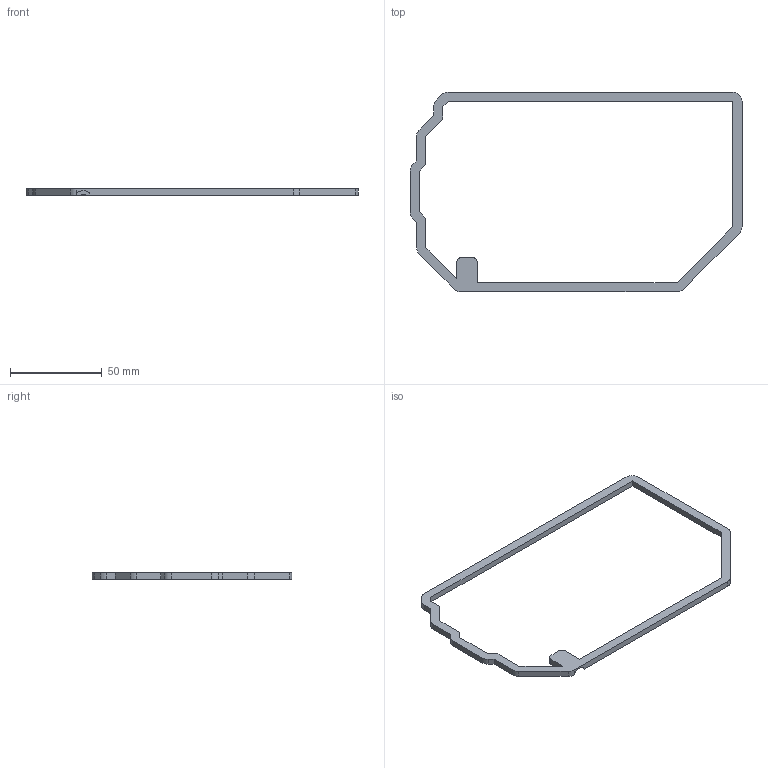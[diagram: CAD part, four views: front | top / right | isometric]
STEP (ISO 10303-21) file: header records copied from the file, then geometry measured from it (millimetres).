
FILE_DESCRIPTION(/* description */ (''),/* implementation_level */ '2;1');
FILE_NAME(/* name */ 'Right Top.step',/* time_stamp */ '2025-09-20T17:30:40+05:30',/* author */ (''),/* organization */ (''),/* preprocessor_version */ 'ST-DEVELOPER v20.1',/* originating_system */ 'Autodesk Translation Framework v14.17.0.0',/* authorisation */ '');
FILE_SCHEMA (('AUTOMOTIVE_DESIGN { 1 0 10303 214 3 1 1 }'));
Length unit declared in the file: millimetre
Products named in the file (1): Right Top
Bounding box: 180.91 x 108.77 x 3.3 mm (x, y, z)
Volume: 8860.4 mm3; surface area: 8942.1 mm2
Topology: 1 solids, 1 shells, 51 faces, 147 edges, 98 vertices
Faces by surface type: plane 37, cylinder 14
Entity records: 1714 total; most frequent: CARTESIAN_POINT 300, ORIENTED_EDGE 294, DIRECTION 278, EDGE_CURVE 147, LINE 118, VECTOR 118, VERTEX_POINT 98, AXIS2_PLACEMENT_3D 80
